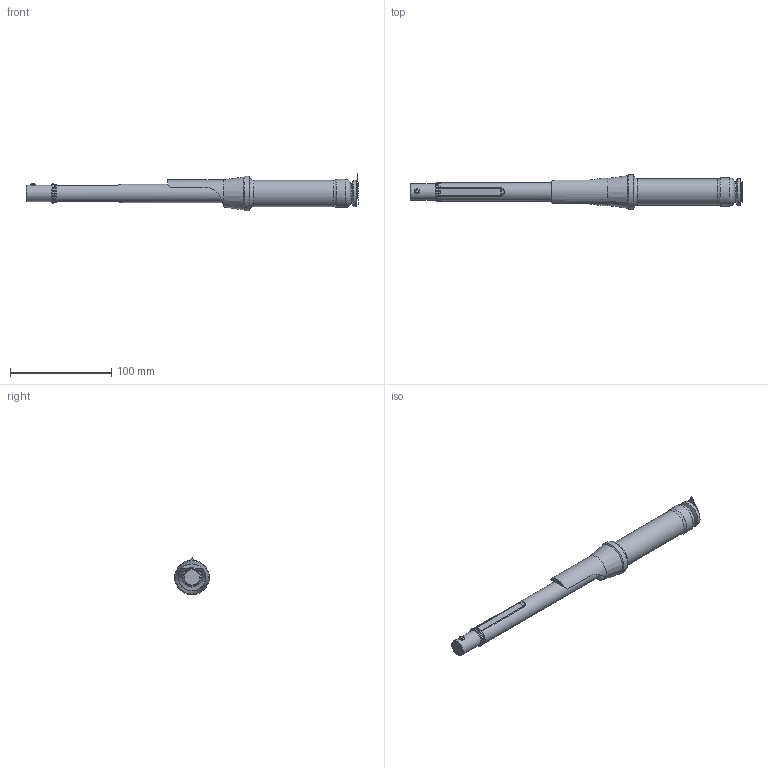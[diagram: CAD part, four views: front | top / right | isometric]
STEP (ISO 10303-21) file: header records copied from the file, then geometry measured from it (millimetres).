
FILE_DESCRIPTION(/* description */ ('Unknown'),/* implementation_level */ '2;1');
FILE_NAME(/* name */ 'TORCO-FIX I 7150.05050.186',/* time_stamp */ '2017-11-07T09:11:34+01:00',/* author */ ('Unknown'),/* organization */ ('Unknown'),/* preprocessor_version */ 'ST-DEVELOPER v16.7',/* originating_system */ 'DEX',/* authorisation */ $);
FILE_SCHEMA (('AUTOMOTIVE_DESIGN {1 0 10303 214 3 1 1}'));
Length unit declared in the file: millimetre
Products named in the file (1): 0019613
Bounding box: 328.33 x 34.25 x 37.13 mm (x, y, z)
Volume: 42220.2 mm3; surface area: 30788.3 mm2
Topology: 2 solids, 2 shells, 59 faces, 124 edges, 73 vertices
Faces by surface type: cylinder 19, plane 18, torus 12, bspline 6, cone 4
Full cylindrical faces by diameter (mm): 5 x1, 16 x1, 16.247 x1, 18 x3, 19 x1, 26 x1, 26.4 x1, 26.745 x1, 27.7 x1, 34.25 x1
Entity records: 1846 total; most frequent: CARTESIAN_POINT 347, DIRECTION 243, ORIENTED_EDGE 180, AXIS2_PLACEMENT_3D 110, FACE_BOUND 91, EDGE_CURVE 90, EDGE_LOOP 90, VERTEX_POINT 67
